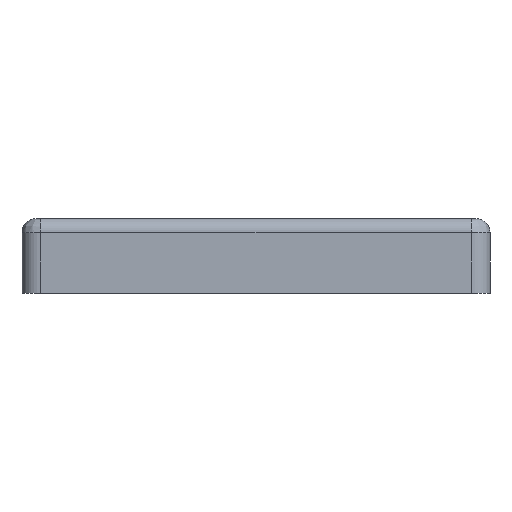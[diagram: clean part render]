
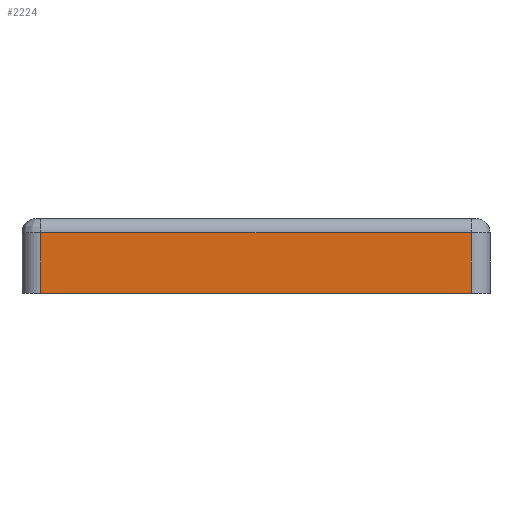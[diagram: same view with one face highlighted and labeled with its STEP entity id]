
A CAD part, front view. The second image highlights one B-rep face of the part: STEP entity #2224.
In plain terms, the highlighted planar face has unit normal (0, -1, 0).
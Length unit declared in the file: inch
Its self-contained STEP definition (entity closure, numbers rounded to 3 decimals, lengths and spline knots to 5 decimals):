
#138 = EDGE_CURVE ( 'NONE', #3702, #8193, #6786, .T. ) ;
#260 = CARTESIAN_POINT ( 'NONE',  ( -1.81102, -1.9685, 0.51181 ) ) ;
#618 = CARTESIAN_POINT ( 'NONE',  ( 1.81102, -1.9685, 0.51181 ) ) ;
#872 = FACE_OUTER_BOUND ( 'NONE', #9782, .T. ) ;
#1017 = LINE ( 'NONE', #1528, #5189 ) ;
#1275 = DIRECTION ( 'NONE',  ( -1., 0., 0. ) ) ;
#1500 = DIRECTION ( 'NONE',  ( 0., 0., 1. ) ) ;
#1528 = CARTESIAN_POINT ( 'NONE',  ( -1.81102, -1.9685, 0.62992 ) ) ;
#1777 = PLANE ( 'NONE',  #2106 ) ;
#2106 = AXIS2_PLACEMENT_3D ( 'NONE', #2936, #3007, #2999 ) ;
#2224 = ADVANCED_FACE ( 'NONE', ( #872 ), #1777, .F. ) ;
#2792 = CARTESIAN_POINT ( 'NONE',  ( -1.9685, -1.9685, 0. ) ) ;
#2936 = CARTESIAN_POINT ( 'NONE',  ( -1.9685, -1.9685, 0.62992 ) ) ;
#2967 = CARTESIAN_POINT ( 'NONE',  ( 1.81102, -1.9685, 0.62992 ) ) ;
#2997 = DIRECTION ( 'NONE',  ( 0., 0., -1. ) ) ;
#2999 = DIRECTION ( 'NONE',  ( 0., 0., 1. ) ) ;
#3007 = DIRECTION ( 'NONE',  ( 0., 1., 0. ) ) ;
#3055 = VERTEX_POINT ( 'NONE', #6471 ) ;
#3375 = ORIENTED_EDGE ( 'NONE', *, *, #9203, .F. ) ;
#3441 = VERTEX_POINT ( 'NONE', #9255 ) ;
#3702 = VERTEX_POINT ( 'NONE', #260 ) ;
#3857 = ORIENTED_EDGE ( 'NONE', *, *, #7048, .F. ) ;
#5189 = VECTOR ( 'NONE', #1500, 39.37008 ) ;
#5232 = DIRECTION ( 'NONE',  ( 1., 0., 0. ) ) ;
#5284 = CARTESIAN_POINT ( 'NONE',  ( -1.9685, -1.9685, 0.51181 ) ) ;
#6401 = LINE ( 'NONE', #2792, #8343 ) ;
#6471 = CARTESIAN_POINT ( 'NONE',  ( 1.81102, -1.9685, 0. ) ) ;
#6775 = VECTOR ( 'NONE', #5232, 39.37008 ) ;
#6786 = LINE ( 'NONE', #5284, #6775 ) ;
#6933 = EDGE_CURVE ( 'NONE', #3441, #3702, #1017, .T. ) ;
#7048 = EDGE_CURVE ( 'NONE', #3055, #3441, #6401, .T. ) ;
#8193 = VERTEX_POINT ( 'NONE', #618 ) ;
#8267 = VECTOR ( 'NONE', #2997, 39.37008 ) ;
#8343 = VECTOR ( 'NONE', #1275, 39.37008 ) ;
#8533 = LINE ( 'NONE', #2967, #8267 ) ;
#9203 = EDGE_CURVE ( 'NONE', #8193, #3055, #8533, .T. ) ;
#9255 = CARTESIAN_POINT ( 'NONE',  ( -1.81102, -1.9685, 0. ) ) ;
#9782 = EDGE_LOOP ( 'NONE', ( #10057, #10526, #3857, #3375 ) ) ;
#10057 = ORIENTED_EDGE ( 'NONE', *, *, #138, .F. ) ;
#10526 = ORIENTED_EDGE ( 'NONE', *, *, #6933, .F. ) ;
